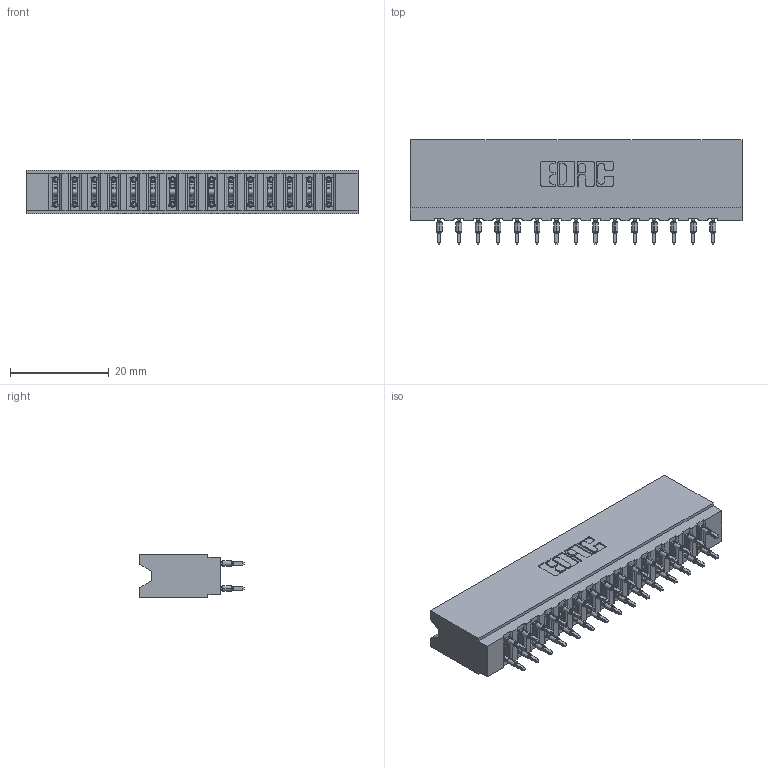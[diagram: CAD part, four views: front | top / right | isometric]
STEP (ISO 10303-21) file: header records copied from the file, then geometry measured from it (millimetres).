
FILE_DESCRIPTION (( 'STEP AP203' ), '1' );
FILE_NAME ('737-030-560-206.STEP', '2026-03-05T22:19:38', ( '' ), ( '' ), 'SwSTEP 2.0', 'SolidWorks 2023', '' );
FILE_SCHEMA (( 'CONFIG_CONTROL_DESIGN' ));
Length unit declared in the file: millimetre
Products named in the file (3): 745-292-001_560; 737-030-560-206; 737 Part_Insulator Option - 06
Assembly tree (31 placements, depth 2):
  737-030-560-206
    737 Part_Insulator Option - 06
    745-292-001_560  x30
Bounding box: 67.31 x 21.22 x 8.89 mm (x, y, z)
Volume: 6854.2 mm3; surface area: 10265.3 mm2
Topology: 31 solids, 31 shells, 3065 faces, 8387 edges, 5330 vertices
Faces by surface type: plane 1600, cylinder 685, bspline 600, torus 180
Entity records: 29744 total; most frequent: CARTESIAN_POINT 5676, ORIENTED_EDGE 5058, DIRECTION 4443, EDGE_CURVE 2529, VECTOR 2249, LINE 2249, VERTEX_POINT 1618, AXIS2_PLACEMENT_3D 1097
